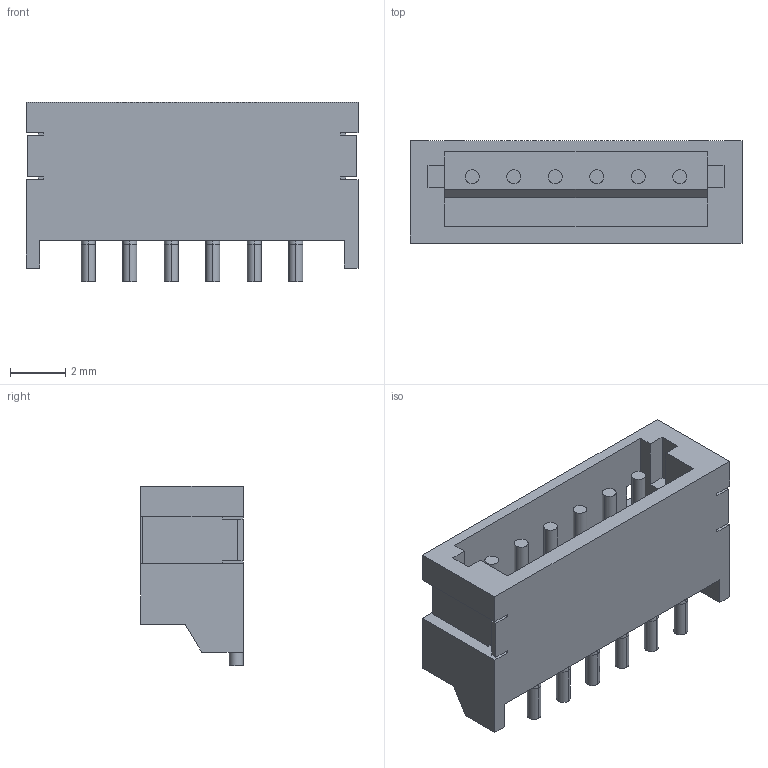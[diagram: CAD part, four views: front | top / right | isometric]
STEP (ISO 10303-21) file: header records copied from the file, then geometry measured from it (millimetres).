
FILE_DESCRIPTION (( 'STEP AP214' ), '1' );
FILE_NAME ('S6B-ZR-SM4A.STEP', '2010-06-16T05:01:07', ( ' ' ), ( ' ' ), 'SwSTEP 2.0', 'SolidWorks 2005235', '' );
FILE_SCHEMA (( 'AUTOMOTIVE_DESIGN' ));
Length unit declared in the file: millimetre
Products named in the file (1): S6B-ZR-SM4A
Bounding box: 12 x 3.7 x 6.5 mm (x, y, z)
Volume: 137.7 mm3; surface area: 383.5 mm2
Topology: 1 solids, 1 shells, 109 faces, 276 edges, 180 vertices
Faces by surface type: plane 73, cylinder 24, torus 12
Entity records: 4588 total; most frequent: CARTESIAN_POINT 694, ORIENTED_EDGE 552, DIRECTION 544, EDGE_CURVE 276, VECTOR 204, LINE 204, VERTEX_POINT 180, AXIS2_PLACEMENT_3D 170
